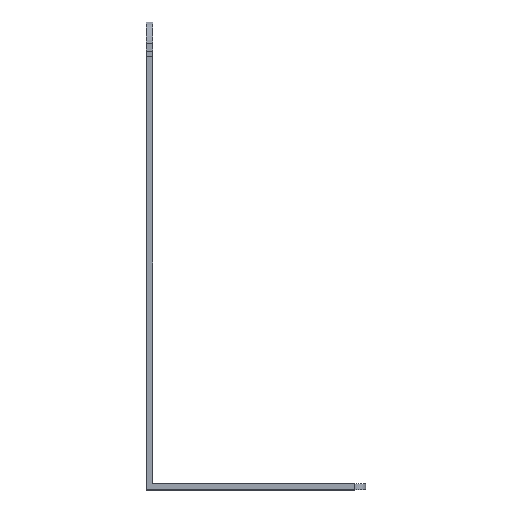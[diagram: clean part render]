
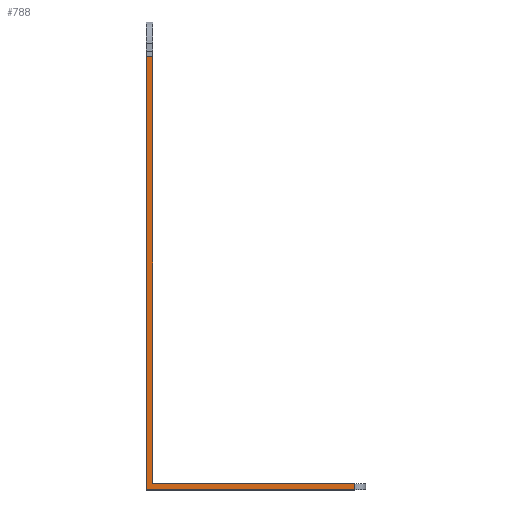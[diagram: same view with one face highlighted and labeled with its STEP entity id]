
A CAD part, top view. The second image highlights one B-rep face of the part: STEP entity #788.
In plain terms, the highlighted planar face has unit normal (0, 0, 1).
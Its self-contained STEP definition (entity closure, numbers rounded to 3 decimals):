
#28 = DIRECTION ( 'NONE',  ( 0., 1., 0. ) ) ;
#63 = VERTEX_POINT ( 'NONE', #272 ) ;
#86 = EDGE_LOOP ( 'NONE', ( #608, #550, #708, #1484, #185, #374 ) ) ;
#95 = DIRECTION ( 'NONE',  ( -1., 0., 0. ) ) ;
#102 = LINE ( 'NONE', #1071, #1603 ) ;
#185 = ORIENTED_EDGE ( 'NONE', *, *, #1026, .T. ) ;
#191 = AXIS2_PLACEMENT_3D ( 'NONE', #1249, #285, #28 ) ;
#209 = LINE ( 'NONE', #854, #1380 ) ;
#272 = CARTESIAN_POINT ( 'NONE',  ( 3., 118.75, 15. ) ) ;
#285 = DIRECTION ( 'NONE',  ( 0., 0., -1. ) ) ;
#315 = VECTOR ( 'NONE', #1147, 1000. ) ;
#374 = ORIENTED_EDGE ( 'NONE', *, *, #700, .T. ) ;
#387 = EDGE_CURVE ( 'NONE', #1698, #690, #1712, .T. ) ;
#467 = CARTESIAN_POINT ( 'NONE',  ( 98., -85., 15. ) ) ;
#469 = CARTESIAN_POINT ( 'NONE',  ( 3., 85., 15. ) ) ;
#550 = ORIENTED_EDGE ( 'NONE', *, *, #1216, .T. ) ;
#586 = CARTESIAN_POINT ( 'NONE',  ( 0., 118.75, 15. ) ) ;
#608 = ORIENTED_EDGE ( 'NONE', *, *, #655, .F. ) ;
#626 = CARTESIAN_POINT ( 'NONE',  ( 98., 85., 15. ) ) ;
#655 = EDGE_CURVE ( 'NONE', #1025, #1032, #102, .T. ) ;
#690 = VERTEX_POINT ( 'NONE', #914 ) ;
#700 = EDGE_CURVE ( 'NONE', #839, #1032, #1053, .T. ) ;
#708 = ORIENTED_EDGE ( 'NONE', *, *, #387, .T. ) ;
#742 = CARTESIAN_POINT ( 'NONE',  ( 98., -82., 15. ) ) ;
#788 = ADVANCED_FACE ( 'NONE', ( #1645 ), #949, .F. ) ;
#839 = VERTEX_POINT ( 'NONE', #586 ) ;
#854 = CARTESIAN_POINT ( 'NONE',  ( 3., 118.75, 15. ) ) ;
#874 = DIRECTION ( 'NONE',  ( 0., -1., 0. ) ) ;
#881 = LINE ( 'NONE', #626, #315 ) ;
#914 = CARTESIAN_POINT ( 'NONE',  ( 3., -82., 15. ) ) ;
#936 = DIRECTION ( 'NONE',  ( -1., 0., 0. ) ) ;
#949 = PLANE ( 'NONE',  #191 ) ;
#1025 = VERTEX_POINT ( 'NONE', #467 ) ;
#1026 = EDGE_CURVE ( 'NONE', #63, #839, #209, .T. ) ;
#1032 = VERTEX_POINT ( 'NONE', #1406 ) ;
#1053 = LINE ( 'NONE', #1330, #1360 ) ;
#1071 = CARTESIAN_POINT ( 'NONE',  ( 3., -85., 15. ) ) ;
#1122 = VECTOR ( 'NONE', #936, 1000. ) ;
#1147 = DIRECTION ( 'NONE',  ( 0., 1., 0. ) ) ;
#1216 = EDGE_CURVE ( 'NONE', #1025, #1698, #881, .T. ) ;
#1249 = CARTESIAN_POINT ( 'NONE',  ( 3., 85., 15. ) ) ;
#1326 = VECTOR ( 'NONE', #874, 1000. ) ;
#1330 = CARTESIAN_POINT ( 'NONE',  ( 0., 85., 15. ) ) ;
#1360 = VECTOR ( 'NONE', #1595, 1000. ) ;
#1380 = VECTOR ( 'NONE', #1533, 1000. ) ;
#1406 = CARTESIAN_POINT ( 'NONE',  ( 0., -85., 15. ) ) ;
#1484 = ORIENTED_EDGE ( 'NONE', *, *, #1690, .F. ) ;
#1533 = DIRECTION ( 'NONE',  ( -1., 0., 0. ) ) ;
#1595 = DIRECTION ( 'NONE',  ( 0., -1., 0. ) ) ;
#1603 = VECTOR ( 'NONE', #95, 1000. ) ;
#1606 = CARTESIAN_POINT ( 'NONE',  ( 103., -82., 15. ) ) ;
#1645 = FACE_OUTER_BOUND ( 'NONE', #86, .T. ) ;
#1665 = LINE ( 'NONE', #469, #1326 ) ;
#1690 = EDGE_CURVE ( 'NONE', #63, #690, #1665, .T. ) ;
#1698 = VERTEX_POINT ( 'NONE', #742 ) ;
#1712 = LINE ( 'NONE', #1606, #1122 ) ;
